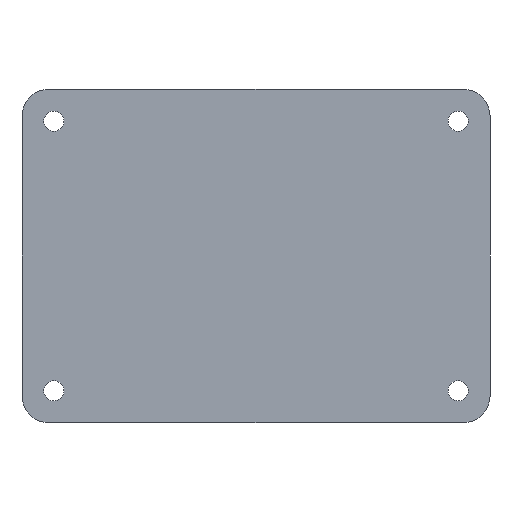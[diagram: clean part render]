
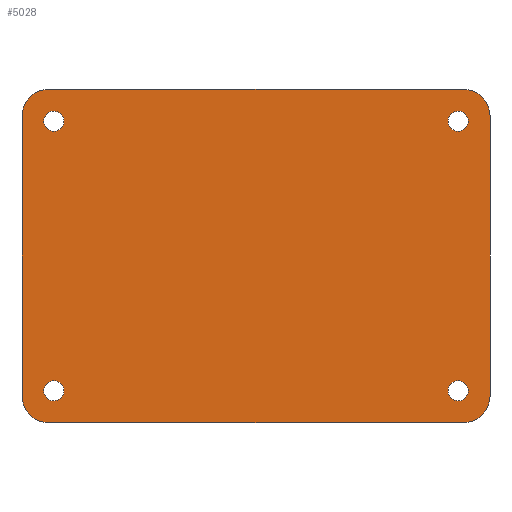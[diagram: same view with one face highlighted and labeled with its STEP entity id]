
A CAD part, front view. The second image highlights one B-rep face of the part: STEP entity #5028.
In plain terms, the highlighted planar face has unit normal (0, -1, 0).
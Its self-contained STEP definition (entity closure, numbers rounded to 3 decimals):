
#5 = VERTEX_POINT ( 'NONE', #5296 ) ;
#23 = CARTESIAN_POINT ( 'NONE',  ( 19.55, 0., 13.2 ) ) ;
#39 = CIRCLE ( 'NONE', #3800, 0.95 ) ;
#178 = ORIENTED_EDGE ( 'NONE', *, *, #3541, .T. ) ;
#268 = ORIENTED_EDGE ( 'NONE', *, *, #1953, .F. ) ;
#324 = ORIENTED_EDGE ( 'NONE', *, *, #4693, .F. ) ;
#325 = VERTEX_POINT ( 'NONE', #3452 ) ;
#328 = CARTESIAN_POINT ( 'NONE',  ( -22.05, 0., -13.2 ) ) ;
#341 = DIRECTION ( 'NONE',  ( 0., 0., 1. ) ) ;
#384 = FACE_BOUND ( 'NONE', #2394, .T. ) ;
#474 = AXIS2_PLACEMENT_3D ( 'NONE', #3390, #5587, #1422 ) ;
#490 = ORIENTED_EDGE ( 'NONE', *, *, #1141, .F. ) ;
#517 = ORIENTED_EDGE ( 'NONE', *, *, #4922, .T. ) ;
#520 = CIRCLE ( 'NONE', #5822, 0.95 ) ;
#528 = VERTEX_POINT ( 'NONE', #4223 ) ;
#555 = CARTESIAN_POINT ( 'NONE',  ( 19.05, 0., 11.75 ) ) ;
#570 = VERTEX_POINT ( 'NONE', #1105 ) ;
#594 = ORIENTED_EDGE ( 'NONE', *, *, #5350, .F. ) ;
#637 = CIRCLE ( 'NONE', #4013, 0.95 ) ;
#639 = DIRECTION ( 'NONE',  ( 0., 1., 0. ) ) ;
#716 = PLANE ( 'NONE',  #3231 ) ;
#718 = EDGE_LOOP ( 'NONE', ( #268, #4307, #1598, #594, #1668, #2742, #490, #324 ) ) ;
#742 = VERTEX_POINT ( 'NONE', #3705 ) ;
#746 = FACE_BOUND ( 'NONE', #1490, .T. ) ;
#790 = CARTESIAN_POINT ( 'NONE',  ( -22.05, 0., -13.2 ) ) ;
#804 = DIRECTION ( 'NONE',  ( 0., 1., 0. ) ) ;
#851 = CARTESIAN_POINT ( 'NONE',  ( 19.05, 0., -12.7 ) ) ;
#855 = AXIS2_PLACEMENT_3D ( 'NONE', #4626, #1450, #3300 ) ;
#947 = DIRECTION ( 'NONE',  ( 0., 0., 1. ) ) ;
#991 = CARTESIAN_POINT ( 'NONE',  ( -19.55, 0., -15.7 ) ) ;
#1022 = CIRCLE ( 'NONE', #4691, 2.5 ) ;
#1033 = EDGE_CURVE ( 'NONE', #325, #5143, #3153, .T. ) ;
#1105 = CARTESIAN_POINT ( 'NONE',  ( -19.05, 0., -13.65 ) ) ;
#1141 = EDGE_CURVE ( 'NONE', #2794, #4644, #1241, .T. ) ;
#1182 = EDGE_CURVE ( 'NONE', #2590, #5366, #2790, .T. ) ;
#1196 = VECTOR ( 'NONE', #5890, 1000. ) ;
#1231 = ORIENTED_EDGE ( 'NONE', *, *, #4611, .T. ) ;
#1241 = CIRCLE ( 'NONE', #855, 2.5 ) ;
#1264 = CIRCLE ( 'NONE', #3394, 2.5 ) ;
#1272 = ORIENTED_EDGE ( 'NONE', *, *, #3922, .T. ) ;
#1285 = EDGE_CURVE ( 'NONE', #5366, #2590, #4722, .T. ) ;
#1351 = DIRECTION ( 'NONE',  ( 0., 0., 1. ) ) ;
#1414 = CARTESIAN_POINT ( 'NONE',  ( 19.05, 0., -12.7 ) ) ;
#1422 = DIRECTION ( 'NONE',  ( 0., 0., 1. ) ) ;
#1450 = DIRECTION ( 'NONE',  ( 0., 1., 0. ) ) ;
#1483 = CIRCLE ( 'NONE', #5439, 0.95 ) ;
#1490 = EDGE_LOOP ( 'NONE', ( #178, #5614 ) ) ;
#1517 = CARTESIAN_POINT ( 'NONE',  ( 19.55, 0., -13.2 ) ) ;
#1532 = AXIS2_PLACEMENT_3D ( 'NONE', #4903, #3001, #2540 ) ;
#1552 = CARTESIAN_POINT ( 'NONE',  ( -19.05, 0., 11.75 ) ) ;
#1598 = ORIENTED_EDGE ( 'NONE', *, *, #5104, .F. ) ;
#1668 = ORIENTED_EDGE ( 'NONE', *, *, #3771, .F. ) ;
#1678 = CIRCLE ( 'NONE', #5725, 2.5 ) ;
#1705 = ORIENTED_EDGE ( 'NONE', *, *, #1285, .T. ) ;
#1791 = LINE ( 'NONE', #1882, #2352 ) ;
#1815 = CARTESIAN_POINT ( 'NONE',  ( -19.05, 0., 13.65 ) ) ;
#1821 = LINE ( 'NONE', #5955, #1196 ) ;
#1882 = CARTESIAN_POINT ( 'NONE',  ( -19.55, 0., 15.7 ) ) ;
#1953 = EDGE_CURVE ( 'NONE', #5143, #528, #1264, .T. ) ;
#1991 = AXIS2_PLACEMENT_3D ( 'NONE', #1414, #4046, #1351 ) ;
#2007 = CARTESIAN_POINT ( 'NONE',  ( -22.05, 0., 13.2 ) ) ;
#2084 = VECTOR ( 'NONE', #4455, 1000. ) ;
#2164 = FACE_BOUND ( 'NONE', #4167, .T. ) ;
#2213 = EDGE_CURVE ( 'NONE', #4644, #3427, #4923, .T. ) ;
#2276 = CARTESIAN_POINT ( 'NONE',  ( 22.05, 0., -13.2 ) ) ;
#2340 = DIRECTION ( 'NONE',  ( 1., 0., 0. ) ) ;
#2348 = VERTEX_POINT ( 'NONE', #3853 ) ;
#2352 = VECTOR ( 'NONE', #2340, 1000. ) ;
#2394 = EDGE_LOOP ( 'NONE', ( #4235, #1705 ) ) ;
#2540 = DIRECTION ( 'NONE',  ( 0., 0., 1. ) ) ;
#2547 = CIRCLE ( 'NONE', #5913, 0.95 ) ;
#2590 = VERTEX_POINT ( 'NONE', #555 ) ;
#2593 = FACE_OUTER_BOUND ( 'NONE', #718, .T. ) ;
#2742 = ORIENTED_EDGE ( 'NONE', *, *, #2213, .F. ) ;
#2790 = CIRCLE ( 'NONE', #474, 0.95 ) ;
#2794 = VERTEX_POINT ( 'NONE', #991 ) ;
#3001 = DIRECTION ( 'NONE',  ( 0., 1., 0. ) ) ;
#3087 = DIRECTION ( 'NONE',  ( 0., 1., 0. ) ) ;
#3117 = DIRECTION ( 'NONE',  ( 0., 1., 0. ) ) ;
#3121 = CARTESIAN_POINT ( 'NONE',  ( 19.05, 0., -13.65 ) ) ;
#3153 = LINE ( 'NONE', #2276, #5672 ) ;
#3231 = AXIS2_PLACEMENT_3D ( 'NONE', #3496, #5336, #4511 ) ;
#3300 = DIRECTION ( 'NONE',  ( 0., 0., -1. ) ) ;
#3390 = CARTESIAN_POINT ( 'NONE',  ( 19.05, 0., 12.7 ) ) ;
#3394 = AXIS2_PLACEMENT_3D ( 'NONE', #1517, #4781, #4721 ) ;
#3427 = VERTEX_POINT ( 'NONE', #2007 ) ;
#3452 = CARTESIAN_POINT ( 'NONE',  ( 22.05, 0., 13.2 ) ) ;
#3496 = CARTESIAN_POINT ( 'NONE',  ( 19.55, 0., -13.2 ) ) ;
#3533 = CIRCLE ( 'NONE', #1991, 0.95 ) ;
#3541 = EDGE_CURVE ( 'NONE', #570, #5, #637, .T. ) ;
#3672 = VERTEX_POINT ( 'NONE', #1815 ) ;
#3705 = CARTESIAN_POINT ( 'NONE',  ( 19.05, 0., -11.75 ) ) ;
#3719 = CARTESIAN_POINT ( 'NONE',  ( -19.55, 0., 15.7 ) ) ;
#3770 = CARTESIAN_POINT ( 'NONE',  ( -19.05, 0., 12.7 ) ) ;
#3771 = EDGE_CURVE ( 'NONE', #3427, #5817, #1022, .T. ) ;
#3800 = AXIS2_PLACEMENT_3D ( 'NONE', #5795, #804, #5878 ) ;
#3840 = CARTESIAN_POINT ( 'NONE',  ( -19.55, 0., 13.2 ) ) ;
#3853 = CARTESIAN_POINT ( 'NONE',  ( 19.55, 0., 15.7 ) ) ;
#3922 = EDGE_CURVE ( 'NONE', #742, #4684, #3533, .T. ) ;
#4013 = AXIS2_PLACEMENT_3D ( 'NONE', #4052, #3117, #4470 ) ;
#4046 = DIRECTION ( 'NONE',  ( 0., 1., 0. ) ) ;
#4052 = CARTESIAN_POINT ( 'NONE',  ( -19.05, 0., -12.7 ) ) ;
#4126 = DIRECTION ( 'NONE',  ( 0., 1., 0. ) ) ;
#4167 = EDGE_LOOP ( 'NONE', ( #1231, #517 ) ) ;
#4223 = CARTESIAN_POINT ( 'NONE',  ( 19.55, 0., -15.7 ) ) ;
#4235 = ORIENTED_EDGE ( 'NONE', *, *, #1182, .T. ) ;
#4307 = ORIENTED_EDGE ( 'NONE', *, *, #1033, .F. ) ;
#4416 = DIRECTION ( 'NONE',  ( 0., 1., 0. ) ) ;
#4429 = FACE_BOUND ( 'NONE', #5283, .T. ) ;
#4455 = DIRECTION ( 'NONE',  ( 0., 0., 1. ) ) ;
#4470 = DIRECTION ( 'NONE',  ( 0., 0., 1. ) ) ;
#4511 = DIRECTION ( 'NONE',  ( 0., 0., 1. ) ) ;
#4611 = EDGE_CURVE ( 'NONE', #5195, #3672, #39, .T. ) ;
#4626 = CARTESIAN_POINT ( 'NONE',  ( -19.55, 0., -13.2 ) ) ;
#4644 = VERTEX_POINT ( 'NONE', #790 ) ;
#4684 = VERTEX_POINT ( 'NONE', #3121 ) ;
#4691 = AXIS2_PLACEMENT_3D ( 'NONE', #3840, #639, #5227 ) ;
#4693 = EDGE_CURVE ( 'NONE', #528, #2794, #1821, .T. ) ;
#4721 = DIRECTION ( 'NONE',  ( 0., 0., 1. ) ) ;
#4722 = CIRCLE ( 'NONE', #1532, 0.95 ) ;
#4781 = DIRECTION ( 'NONE',  ( 0., 1., 0. ) ) ;
#4903 = CARTESIAN_POINT ( 'NONE',  ( 19.05, 0., 12.7 ) ) ;
#4922 = EDGE_CURVE ( 'NONE', #3672, #5195, #1483, .T. ) ;
#4923 = LINE ( 'NONE', #328, #2084 ) ;
#4935 = CARTESIAN_POINT ( 'NONE',  ( -19.05, 0., -12.7 ) ) ;
#4969 = CARTESIAN_POINT ( 'NONE',  ( 19.05, 0., 13.65 ) ) ;
#4996 = DIRECTION ( 'NONE',  ( 0., 0., -1. ) ) ;
#5028 = ADVANCED_FACE ( 'NONE', ( #2593, #746, #2164, #384, #4429 ), #716, .F. ) ;
#5104 = EDGE_CURVE ( 'NONE', #2348, #325, #1678, .T. ) ;
#5143 = VERTEX_POINT ( 'NONE', #5596 ) ;
#5187 = ORIENTED_EDGE ( 'NONE', *, *, #5397, .T. ) ;
#5195 = VERTEX_POINT ( 'NONE', #1552 ) ;
#5227 = DIRECTION ( 'NONE',  ( 0., 0., -1. ) ) ;
#5283 = EDGE_LOOP ( 'NONE', ( #5187, #1272 ) ) ;
#5296 = CARTESIAN_POINT ( 'NONE',  ( -19.05, 0., -11.75 ) ) ;
#5336 = DIRECTION ( 'NONE',  ( 0., 1., 0. ) ) ;
#5350 = EDGE_CURVE ( 'NONE', #5817, #2348, #1791, .T. ) ;
#5353 = DIRECTION ( 'NONE',  ( 0., 0., 1. ) ) ;
#5366 = VERTEX_POINT ( 'NONE', #4969 ) ;
#5397 = EDGE_CURVE ( 'NONE', #4684, #742, #520, .T. ) ;
#5439 = AXIS2_PLACEMENT_3D ( 'NONE', #3770, #3087, #341 ) ;
#5448 = DIRECTION ( 'NONE',  ( 0., 1., 0. ) ) ;
#5566 = DIRECTION ( 'NONE',  ( 0., 0., 1. ) ) ;
#5587 = DIRECTION ( 'NONE',  ( 0., 1., 0. ) ) ;
#5596 = CARTESIAN_POINT ( 'NONE',  ( 22.05, 0., -13.2 ) ) ;
#5614 = ORIENTED_EDGE ( 'NONE', *, *, #5641, .T. ) ;
#5641 = EDGE_CURVE ( 'NONE', #5, #570, #2547, .T. ) ;
#5672 = VECTOR ( 'NONE', #4996, 1000. ) ;
#5725 = AXIS2_PLACEMENT_3D ( 'NONE', #23, #4126, #947 ) ;
#5795 = CARTESIAN_POINT ( 'NONE',  ( -19.05, 0., 12.7 ) ) ;
#5817 = VERTEX_POINT ( 'NONE', #3719 ) ;
#5822 = AXIS2_PLACEMENT_3D ( 'NONE', #851, #5448, #5566 ) ;
#5878 = DIRECTION ( 'NONE',  ( 0., 0., 1. ) ) ;
#5890 = DIRECTION ( 'NONE',  ( -1., 0., 0. ) ) ;
#5913 = AXIS2_PLACEMENT_3D ( 'NONE', #4935, #4416, #5353 ) ;
#5955 = CARTESIAN_POINT ( 'NONE',  ( -19.55, 0., -15.7 ) ) ;
